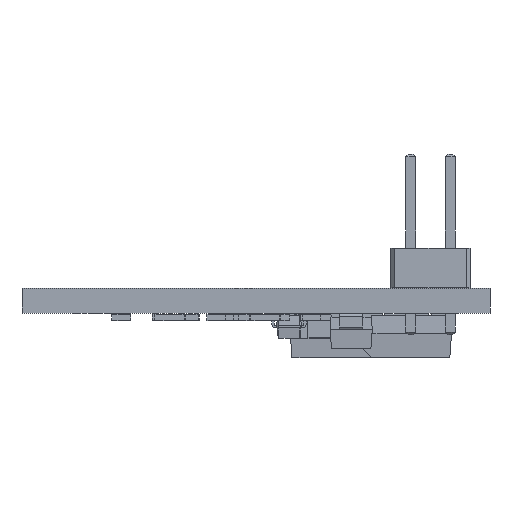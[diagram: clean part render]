
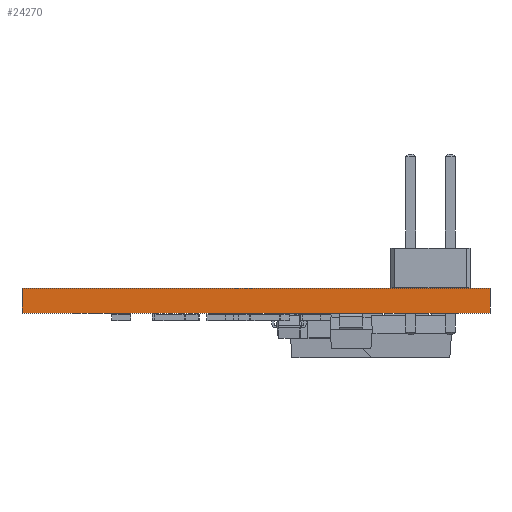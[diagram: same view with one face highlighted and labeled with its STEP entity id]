
A CAD part, front view. The second image highlights one B-rep face of the part: STEP entity #24270.
In plain terms, the highlighted planar face has unit normal (0, -1, 0).
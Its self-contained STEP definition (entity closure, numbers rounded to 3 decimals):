
#24270 = ADVANCED_FACE('',(#24271),#24285,.T.);
#24271 = FACE_BOUND('',#24272,.T.);
#24272 = EDGE_LOOP('',(#24273,#24308,#24336,#24364));
#24273 = ORIENTED_EDGE('',*,*,#24274,.T.);
#24274 = EDGE_CURVE('',#24275,#24277,#24279,.T.);
#24275 = VERTEX_POINT('',#24276);
#24276 = CARTESIAN_POINT('',(30.353,0.254,0.));
#24277 = VERTEX_POINT('',#24278);
#24278 = CARTESIAN_POINT('',(30.353,0.254,1.58));
#24279 = SURFACE_CURVE('',#24280,(#24284,#24296),.PCURVE_S1.);
#24280 = LINE('',#24281,#24282);
#24281 = CARTESIAN_POINT('',(30.353,0.254,0.));
#24282 = VECTOR('',#24283,1.);
#24283 = DIRECTION('',(0.,0.,1.));
#24284 = PCURVE('',#24285,#24290);
#24285 = PLANE('',#24286);
#24286 = AXIS2_PLACEMENT_3D('',#24287,#24288,#24289);
#24287 = CARTESIAN_POINT('',(30.353,0.254,0.));
#24288 = DIRECTION('',(0.,-1.,0.));
#24289 = DIRECTION('',(-1.,0.,0.));
#24290 = DEFINITIONAL_REPRESENTATION('',(#24291),#24295);
#24291 = LINE('',#24292,#24293);
#24292 = CARTESIAN_POINT('',(0.,-0.));
#24293 = VECTOR('',#24294,1.);
#24294 = DIRECTION('',(0.,-1.));
#24295 = ( GEOMETRIC_REPRESENTATION_CONTEXT(2) 
PARAMETRIC_REPRESENTATION_CONTEXT() REPRESENTATION_CONTEXT('2D SPACE',''
  ) );
#24296 = PCURVE('',#24297,#24302);
#24297 = PLANE('',#24298);
#24298 = AXIS2_PLACEMENT_3D('',#24299,#24300,#24301);
#24299 = CARTESIAN_POINT('',(30.353,40.386,0.));
#24300 = DIRECTION('',(1.,0.,-0.));
#24301 = DIRECTION('',(0.,-1.,0.));
#24302 = DEFINITIONAL_REPRESENTATION('',(#24303),#24307);
#24303 = LINE('',#24304,#24305);
#24304 = CARTESIAN_POINT('',(40.132,0.));
#24305 = VECTOR('',#24306,1.);
#24306 = DIRECTION('',(0.,-1.));
#24307 = ( GEOMETRIC_REPRESENTATION_CONTEXT(2) 
PARAMETRIC_REPRESENTATION_CONTEXT() REPRESENTATION_CONTEXT('2D SPACE',''
  ) );
#24308 = ORIENTED_EDGE('',*,*,#24309,.T.);
#24309 = EDGE_CURVE('',#24277,#24310,#24312,.T.);
#24310 = VERTEX_POINT('',#24311);
#24311 = CARTESIAN_POINT('',(0.381,0.254,1.58));
#24312 = SURFACE_CURVE('',#24313,(#24317,#24324),.PCURVE_S1.);
#24313 = LINE('',#24314,#24315);
#24314 = CARTESIAN_POINT('',(30.353,0.254,1.58));
#24315 = VECTOR('',#24316,1.);
#24316 = DIRECTION('',(-1.,0.,0.));
#24317 = PCURVE('',#24285,#24318);
#24318 = DEFINITIONAL_REPRESENTATION('',(#24319),#24323);
#24319 = LINE('',#24320,#24321);
#24320 = CARTESIAN_POINT('',(0.,-1.58));
#24321 = VECTOR('',#24322,1.);
#24322 = DIRECTION('',(1.,0.));
#24323 = ( GEOMETRIC_REPRESENTATION_CONTEXT(2) 
PARAMETRIC_REPRESENTATION_CONTEXT() REPRESENTATION_CONTEXT('2D SPACE',''
  ) );
#24324 = PCURVE('',#24325,#24330);
#24325 = PLANE('',#24326);
#24326 = AXIS2_PLACEMENT_3D('',#24327,#24328,#24329);
#24327 = CARTESIAN_POINT('',(15.367,20.32,1.58));
#24328 = DIRECTION('',(-0.,-0.,-1.));
#24329 = DIRECTION('',(-1.,0.,0.));
#24330 = DEFINITIONAL_REPRESENTATION('',(#24331),#24335);
#24331 = LINE('',#24332,#24333);
#24332 = CARTESIAN_POINT('',(-14.986,-20.066));
#24333 = VECTOR('',#24334,1.);
#24334 = DIRECTION('',(1.,0.));
#24335 = ( GEOMETRIC_REPRESENTATION_CONTEXT(2) 
PARAMETRIC_REPRESENTATION_CONTEXT() REPRESENTATION_CONTEXT('2D SPACE',''
  ) );
#24336 = ORIENTED_EDGE('',*,*,#24337,.F.);
#24337 = EDGE_CURVE('',#24338,#24310,#24340,.T.);
#24338 = VERTEX_POINT('',#24339);
#24339 = CARTESIAN_POINT('',(0.381,0.254,0.));
#24340 = SURFACE_CURVE('',#24341,(#24345,#24352),.PCURVE_S1.);
#24341 = LINE('',#24342,#24343);
#24342 = CARTESIAN_POINT('',(0.381,0.254,0.));
#24343 = VECTOR('',#24344,1.);
#24344 = DIRECTION('',(0.,0.,1.));
#24345 = PCURVE('',#24285,#24346);
#24346 = DEFINITIONAL_REPRESENTATION('',(#24347),#24351);
#24347 = LINE('',#24348,#24349);
#24348 = CARTESIAN_POINT('',(29.972,0.));
#24349 = VECTOR('',#24350,1.);
#24350 = DIRECTION('',(0.,-1.));
#24351 = ( GEOMETRIC_REPRESENTATION_CONTEXT(2) 
PARAMETRIC_REPRESENTATION_CONTEXT() REPRESENTATION_CONTEXT('2D SPACE',''
  ) );
#24352 = PCURVE('',#24353,#24358);
#24353 = PLANE('',#24354);
#24354 = AXIS2_PLACEMENT_3D('',#24355,#24356,#24357);
#24355 = CARTESIAN_POINT('',(0.381,0.254,0.));
#24356 = DIRECTION('',(-1.,0.,0.));
#24357 = DIRECTION('',(0.,1.,0.));
#24358 = DEFINITIONAL_REPRESENTATION('',(#24359),#24363);
#24359 = LINE('',#24360,#24361);
#24360 = CARTESIAN_POINT('',(0.,0.));
#24361 = VECTOR('',#24362,1.);
#24362 = DIRECTION('',(0.,-1.));
#24363 = ( GEOMETRIC_REPRESENTATION_CONTEXT(2) 
PARAMETRIC_REPRESENTATION_CONTEXT() REPRESENTATION_CONTEXT('2D SPACE',''
  ) );
#24364 = ORIENTED_EDGE('',*,*,#24365,.F.);
#24365 = EDGE_CURVE('',#24275,#24338,#24366,.T.);
#24366 = SURFACE_CURVE('',#24367,(#24371,#24378),.PCURVE_S1.);
#24367 = LINE('',#24368,#24369);
#24368 = CARTESIAN_POINT('',(30.353,0.254,0.));
#24369 = VECTOR('',#24370,1.);
#24370 = DIRECTION('',(-1.,0.,0.));
#24371 = PCURVE('',#24285,#24372);
#24372 = DEFINITIONAL_REPRESENTATION('',(#24373),#24377);
#24373 = LINE('',#24374,#24375);
#24374 = CARTESIAN_POINT('',(0.,-0.));
#24375 = VECTOR('',#24376,1.);
#24376 = DIRECTION('',(1.,0.));
#24377 = ( GEOMETRIC_REPRESENTATION_CONTEXT(2) 
PARAMETRIC_REPRESENTATION_CONTEXT() REPRESENTATION_CONTEXT('2D SPACE',''
  ) );
#24378 = PCURVE('',#24379,#24384);
#24379 = PLANE('',#24380);
#24380 = AXIS2_PLACEMENT_3D('',#24381,#24382,#24383);
#24381 = CARTESIAN_POINT('',(15.367,20.32,0.));
#24382 = DIRECTION('',(-0.,-0.,-1.));
#24383 = DIRECTION('',(-1.,0.,0.));
#24384 = DEFINITIONAL_REPRESENTATION('',(#24385),#24389);
#24385 = LINE('',#24386,#24387);
#24386 = CARTESIAN_POINT('',(-14.986,-20.066));
#24387 = VECTOR('',#24388,1.);
#24388 = DIRECTION('',(1.,0.));
#24389 = ( GEOMETRIC_REPRESENTATION_CONTEXT(2) 
PARAMETRIC_REPRESENTATION_CONTEXT() REPRESENTATION_CONTEXT('2D SPACE',''
  ) );
